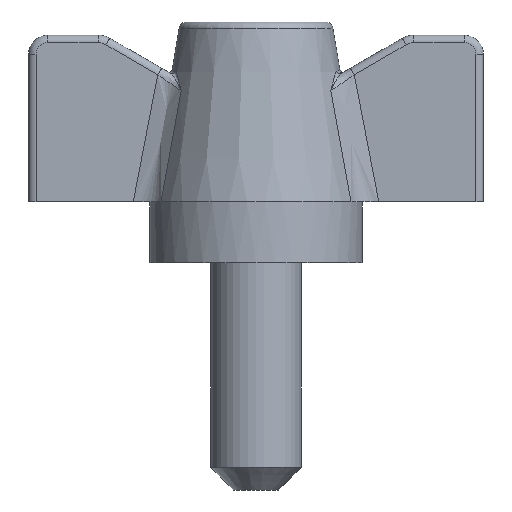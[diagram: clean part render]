
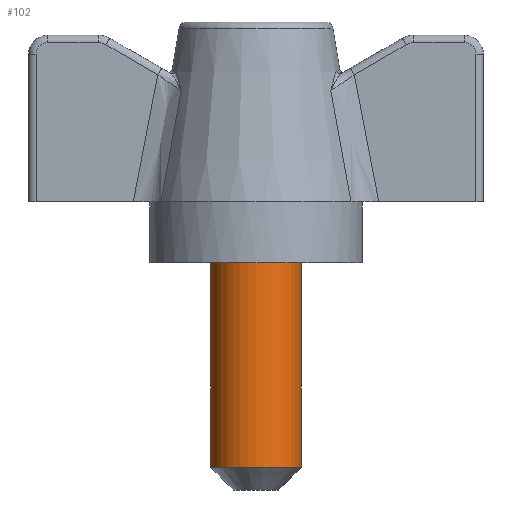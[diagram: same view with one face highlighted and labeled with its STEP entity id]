
A CAD part, front view. The second image highlights one B-rep face of the part: STEP entity #102.
In plain terms, the highlighted cylindrical face has radius 3 mm (diameter 6 mm), a full revolution.
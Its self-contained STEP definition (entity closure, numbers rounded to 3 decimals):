
#102 = ADVANCED_FACE( '', ( #245, #246 ), #247, .T. );
#245 = FACE_OUTER_BOUND( '', #492, .T. );
#246 = FACE_OUTER_BOUND( '', #493, .T. );
#247 = CYLINDRICAL_SURFACE( '', #494, 3. );
#492 = EDGE_LOOP( '', ( #1602 ) );
#493 = EDGE_LOOP( '', ( #1603 ) );
#494 = AXIS2_PLACEMENT_3D( '', #1604, #1605, #1606 );
#1602 = ORIENTED_EDGE( '', *, *, #2012, .T. );
#1603 = ORIENTED_EDGE( '', *, *, #2013, .T. );
#1604 = CARTESIAN_POINT( '', ( 0., 0., -15. ) );
#1605 = DIRECTION( '', ( 0., 0., -1. ) );
#1606 = DIRECTION( '', ( 1., 0., 0. ) );
#2012 = EDGE_CURVE( '', #2234, #2234, #2235, .F. );
#2013 = EDGE_CURVE( '', #2236, #2236, #2237, .F. );
#2234 = VERTEX_POINT( '', #2723 );
#2235 = CIRCLE( '', #2724, 3. );
#2236 = VERTEX_POINT( '', #2725 );
#2237 = CIRCLE( '', #2726, 3. );
#2723 = CARTESIAN_POINT( '', ( -3., 0., -13.5 ) );
#2724 = AXIS2_PLACEMENT_3D( '', #3357, #3358, #3359 );
#2725 = CARTESIAN_POINT( '', ( 3., 0., 0. ) );
#2726 = AXIS2_PLACEMENT_3D( '', #3360, #3361, #3362 );
#3357 = CARTESIAN_POINT( '', ( 0., 0., -13.5 ) );
#3358 = DIRECTION( '', ( 0., 0., -1. ) );
#3359 = DIRECTION( '', ( -1., 0., 0. ) );
#3360 = CARTESIAN_POINT( '', ( 0., 0., 0. ) );
#3361 = DIRECTION( '', ( 0., 0., 1. ) );
#3362 = DIRECTION( '', ( 1., 0., 0. ) );
